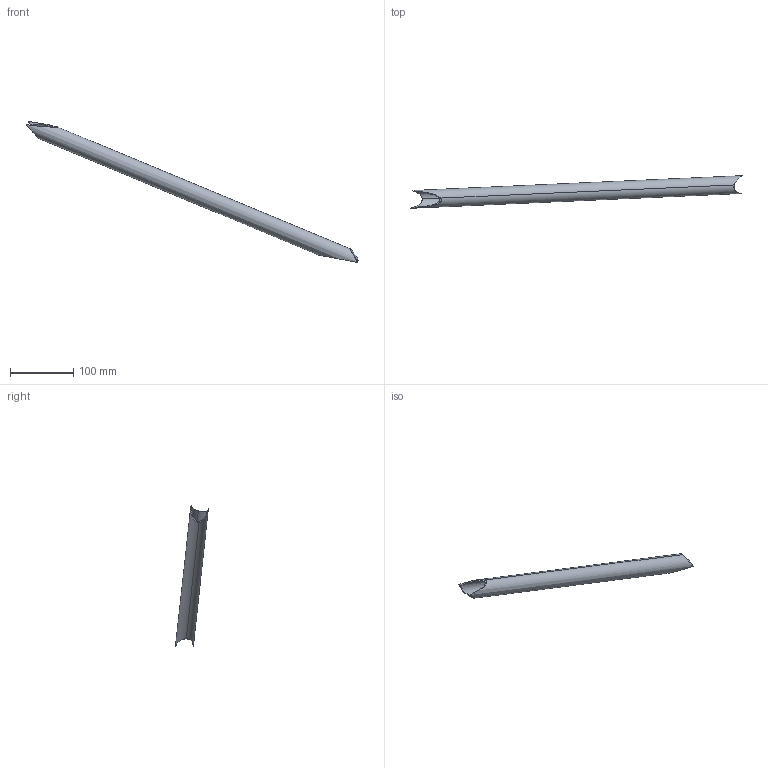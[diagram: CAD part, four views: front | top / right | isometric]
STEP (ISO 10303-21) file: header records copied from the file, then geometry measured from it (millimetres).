
FILE_DESCRIPTION(('CATIA V5 STEP Exchange'),'2;1');
FILE_NAME('Tube_56.stp','2023-02-20T21:12:06+00:00',('none'),('none'),'CATIA Version 5 Release 19 SP 2 (IN-10)','CATIA V5 STEP AP203','none');
FILE_SCHEMA(('CONFIG_CONTROL_DESIGN'));
Length unit declared in the file: millimetre
Products named in the file (1): Shape_510
Bounding box: 523.28 x 51.74 x 222.26 mm (x, y, z)
Volume: 64654.6 mm3; surface area: 86934.9 mm2
Topology: 1 solids, 1 shells, 13 faces, 39 edges, 26 vertices
Faces by surface type: cylinder 11, bspline 2
Entity records: 1921 total; most frequent: CARTESIAN_POINT 1594, ORIENTED_EDGE 78, EDGE_CURVE 39, B_SPLINE_CURVE_WITH_KNOTS 31, DIRECTION 29, VERTEX_POINT 26, ADVANCED_FACE 13, EDGE_LOOP 13
